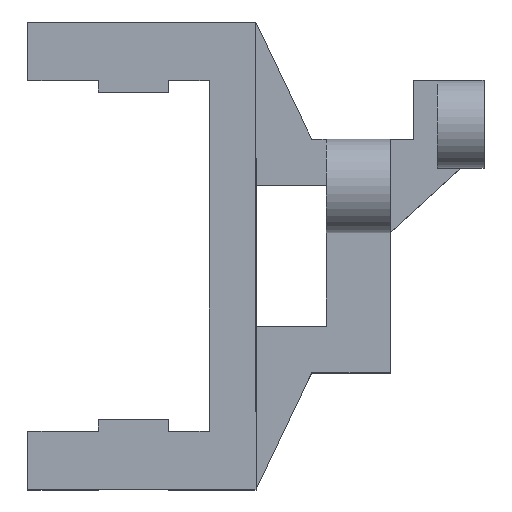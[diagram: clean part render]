
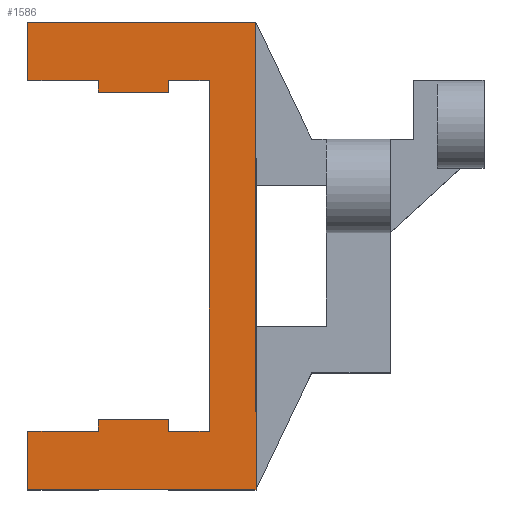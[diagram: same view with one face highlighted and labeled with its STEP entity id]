
A CAD part, top view. The second image highlights one B-rep face of the part: STEP entity #1586.
In plain terms, the highlighted planar face has unit normal (0, 0, 1).
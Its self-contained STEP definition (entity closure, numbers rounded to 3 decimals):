
#12 = ORIENTED_EDGE ( 'NONE', *, *, #629, .T. ) ;
#41 = EDGE_LOOP ( 'NONE', ( #1334, #1398, #743, #517, #1097, #1068, #1105, #1021, #358, #12, #548, #1082, #1527, #1804, #325, #879 ) ) ;
#53 = EDGE_CURVE ( 'NONE', #1375, #1221, #675, .T. ) ;
#58 = VERTEX_POINT ( 'NONE', #700 ) ;
#60 = EDGE_CURVE ( 'NONE', #872, #859, #1284, .T. ) ;
#68 = FACE_OUTER_BOUND ( 'NONE', #41, .T. ) ;
#70 = VECTOR ( 'NONE', #195, 1000. ) ;
#72 = VECTOR ( 'NONE', #408, 1000. ) ;
#78 = EDGE_CURVE ( 'NONE', #1375, #1493, #1828, .T. ) ;
#94 = DIRECTION ( 'NONE',  ( 1., 0., 0. ) ) ;
#96 = DIRECTION ( 'NONE',  ( 1., 0., 0. ) ) ;
#103 = VECTOR ( 'NONE', #529, 1000. ) ;
#111 = CARTESIAN_POINT ( 'NONE',  ( -13.5, -4., 12. ) ) ;
#131 = LINE ( 'NONE', #1127, #919 ) ;
#177 = CARTESIAN_POINT ( 'NONE',  ( -4., 25., 12. ) ) ;
#189 = DIRECTION ( 'NONE',  ( 0., 1., 0. ) ) ;
#195 = DIRECTION ( 'NONE',  ( 0., -1., 0. ) ) ;
#220 = LINE ( 'NONE', #1511, #415 ) ;
#226 = CARTESIAN_POINT ( 'NONE',  ( -19.5, 0., 12. ) ) ;
#259 = VECTOR ( 'NONE', #1138, 1000. ) ;
#263 = EDGE_CURVE ( 'NONE', #1221, #1748, #131, .T. ) ;
#286 = CARTESIAN_POINT ( 'NONE',  ( -19.5, -5., 12. ) ) ;
#313 = LINE ( 'NONE', #1182, #70 ) ;
#325 = ORIENTED_EDGE ( 'NONE', *, *, #1608, .T. ) ;
#337 = EDGE_CURVE ( 'NONE', #790, #487, #1280, .T. ) ;
#356 = DIRECTION ( 'NONE',  ( 1., 0., 0. ) ) ;
#358 = ORIENTED_EDGE ( 'NONE', *, *, #599, .T. ) ;
#373 = CARTESIAN_POINT ( 'NONE',  ( 0., 30., 12. ) ) ;
#394 = CARTESIAN_POINT ( 'NONE',  ( 0., 25., 12. ) ) ;
#397 = CARTESIAN_POINT ( 'NONE',  ( -13.5, -4., 12. ) ) ;
#408 = DIRECTION ( 'NONE',  ( 0., -1., 0. ) ) ;
#415 = VECTOR ( 'NONE', #796, 1000. ) ;
#418 = VECTOR ( 'NONE', #794, 1000. ) ;
#419 = VERTEX_POINT ( 'NONE', #1194 ) ;
#453 = DIRECTION ( 'NONE',  ( 0., -1., 0. ) ) ;
#487 = VERTEX_POINT ( 'NONE', #1494 ) ;
#499 = VERTEX_POINT ( 'NONE', #177 ) ;
#502 = VERTEX_POINT ( 'NONE', #1609 ) ;
#517 = ORIENTED_EDGE ( 'NONE', *, *, #728, .T. ) ;
#519 = CARTESIAN_POINT ( 'NONE',  ( -7.5, -4., 12. ) ) ;
#529 = DIRECTION ( 'NONE',  ( 1., 0., 0. ) ) ;
#545 = CARTESIAN_POINT ( 'NONE',  ( -13.5, 25., 12. ) ) ;
#548 = ORIENTED_EDGE ( 'NONE', *, *, #581, .F. ) ;
#549 = DIRECTION ( 'NONE',  ( 1., 0., 0. ) ) ;
#552 = VECTOR ( 'NONE', #888, 1000. ) ;
#553 = CARTESIAN_POINT ( 'NONE',  ( -19.5, 0., 12. ) ) ;
#581 = EDGE_CURVE ( 'NONE', #1493, #58, #313, .T. ) ;
#599 = EDGE_CURVE ( 'NONE', #499, #1342, #1357, .T. ) ;
#601 = EDGE_CURVE ( 'NONE', #419, #1690, #615, .T. ) ;
#615 = LINE ( 'NONE', #1030, #1222 ) ;
#629 = EDGE_CURVE ( 'NONE', #1342, #58, #1772, .T. ) ;
#640 = VERTEX_POINT ( 'NONE', #897 ) ;
#644 = DIRECTION ( 'NONE',  ( 1., 0., 0. ) ) ;
#674 = EDGE_CURVE ( 'NONE', #1690, #499, #914, .T. ) ;
#675 = LINE ( 'NONE', #397, #72 ) ;
#700 = CARTESIAN_POINT ( 'NONE',  ( -7.5, -5., 12. ) ) ;
#728 = EDGE_CURVE ( 'NONE', #487, #859, #973, .T. ) ;
#730 = VECTOR ( 'NONE', #356, 1000. ) ;
#731 = VECTOR ( 'NONE', #976, 1000. ) ;
#743 = ORIENTED_EDGE ( 'NONE', *, *, #337, .T. ) ;
#790 = VERTEX_POINT ( 'NONE', #1223 ) ;
#794 = DIRECTION ( 'NONE',  ( 0., -1., 0. ) ) ;
#796 = DIRECTION ( 'NONE',  ( -1., 0., 0. ) ) ;
#845 = CARTESIAN_POINT ( 'NONE',  ( -7.5, 25., 12. ) ) ;
#849 = CARTESIAN_POINT ( 'NONE',  ( -13.5, 24., 12. ) ) ;
#859 = VERTEX_POINT ( 'NONE', #545 ) ;
#872 = VERTEX_POINT ( 'NONE', #849 ) ;
#879 = ORIENTED_EDGE ( 'NONE', *, *, #1760, .T. ) ;
#883 = VECTOR ( 'NONE', #453, 1000. ) ;
#888 = DIRECTION ( 'NONE',  ( -1., 0., 0. ) ) ;
#897 = CARTESIAN_POINT ( 'NONE',  ( 0., -10., 12. ) ) ;
#914 = LINE ( 'NONE', #394, #1616 ) ;
#919 = VECTOR ( 'NONE', #1733, 1000. ) ;
#953 = CARTESIAN_POINT ( 'NONE',  ( 0., 25., 12. ) ) ;
#965 = VERTEX_POINT ( 'NONE', #1867 ) ;
#973 = LINE ( 'NONE', #953, #730 ) ;
#975 = DIRECTION ( 'NONE',  ( 0., 1., 0. ) ) ;
#976 = DIRECTION ( 'NONE',  ( 0., 1., 0. ) ) ;
#994 = LINE ( 'NONE', #1141, #1385 ) ;
#1020 = AXIS2_PLACEMENT_3D ( 'NONE', #1081, #1367, #644 ) ;
#1021 = ORIENTED_EDGE ( 'NONE', *, *, #674, .T. ) ;
#1030 = CARTESIAN_POINT ( 'NONE',  ( -7.5, 24., 12. ) ) ;
#1068 = ORIENTED_EDGE ( 'NONE', *, *, #1227, .F. ) ;
#1081 = CARTESIAN_POINT ( 'NONE',  ( 0., 0., 12. ) ) ;
#1082 = ORIENTED_EDGE ( 'NONE', *, *, #78, .F. ) ;
#1097 = ORIENTED_EDGE ( 'NONE', *, *, #60, .F. ) ;
#1105 = ORIENTED_EDGE ( 'NONE', *, *, #601, .T. ) ;
#1127 = CARTESIAN_POINT ( 'NONE',  ( 0., -5., 12. ) ) ;
#1136 = CARTESIAN_POINT ( 'NONE',  ( -4., -5., 12. ) ) ;
#1138 = DIRECTION ( 'NONE',  ( 0., -1., 0. ) ) ;
#1141 = CARTESIAN_POINT ( 'NONE',  ( 0., 0., 12. ) ) ;
#1182 = CARTESIAN_POINT ( 'NONE',  ( -7.5, -4., 12. ) ) ;
#1194 = CARTESIAN_POINT ( 'NONE',  ( -7.5, 24., 12. ) ) ;
#1217 = CARTESIAN_POINT ( 'NONE',  ( 0., -5., 12. ) ) ;
#1221 = VERTEX_POINT ( 'NONE', #1693 ) ;
#1222 = VECTOR ( 'NONE', #189, 1000. ) ;
#1223 = CARTESIAN_POINT ( 'NONE',  ( -19.5, 30., 12. ) ) ;
#1227 = EDGE_CURVE ( 'NONE', #419, #872, #220, .T. ) ;
#1256 = CARTESIAN_POINT ( 'NONE',  ( -13.5, 24., 12. ) ) ;
#1278 = CARTESIAN_POINT ( 'NONE',  ( 0., -10., 12. ) ) ;
#1280 = LINE ( 'NONE', #553, #259 ) ;
#1284 = LINE ( 'NONE', #1256, #731 ) ;
#1334 = ORIENTED_EDGE ( 'NONE', *, *, #1406, .T. ) ;
#1342 = VERTEX_POINT ( 'NONE', #1136 ) ;
#1357 = LINE ( 'NONE', #1789, #883 ) ;
#1367 = DIRECTION ( 'NONE',  ( 0., 0., 1. ) ) ;
#1375 = VERTEX_POINT ( 'NONE', #111 ) ;
#1376 = PLANE ( 'NONE',  #1020 ) ;
#1385 = VECTOR ( 'NONE', #975, 1000. ) ;
#1386 = LINE ( 'NONE', #226, #418 ) ;
#1398 = ORIENTED_EDGE ( 'NONE', *, *, #1483, .F. ) ;
#1406 = EDGE_CURVE ( 'NONE', #640, #965, #994, .T. ) ;
#1431 = LINE ( 'NONE', #373, #1477 ) ;
#1477 = VECTOR ( 'NONE', #96, 1000. ) ;
#1483 = EDGE_CURVE ( 'NONE', #790, #965, #1431, .T. ) ;
#1493 = VERTEX_POINT ( 'NONE', #519 ) ;
#1494 = CARTESIAN_POINT ( 'NONE',  ( -19.5, 25., 12. ) ) ;
#1511 = CARTESIAN_POINT ( 'NONE',  ( 0., 24., 12. ) ) ;
#1527 = ORIENTED_EDGE ( 'NONE', *, *, #53, .T. ) ;
#1556 = CARTESIAN_POINT ( 'NONE',  ( 0., -4., 12. ) ) ;
#1586 = ADVANCED_FACE ( 'NONE', ( #68 ), #1376, .T. ) ;
#1608 = EDGE_CURVE ( 'NONE', #1748, #502, #1386, .T. ) ;
#1609 = CARTESIAN_POINT ( 'NONE',  ( -19.5, -10., 12. ) ) ;
#1616 = VECTOR ( 'NONE', #94, 1000. ) ;
#1690 = VERTEX_POINT ( 'NONE', #845 ) ;
#1693 = CARTESIAN_POINT ( 'NONE',  ( -13.5, -5., 12. ) ) ;
#1720 = LINE ( 'NONE', #1278, #1783 ) ;
#1733 = DIRECTION ( 'NONE',  ( -1., 0., 0. ) ) ;
#1748 = VERTEX_POINT ( 'NONE', #286 ) ;
#1760 = EDGE_CURVE ( 'NONE', #502, #640, #1720, .T. ) ;
#1772 = LINE ( 'NONE', #1217, #552 ) ;
#1783 = VECTOR ( 'NONE', #549, 1000. ) ;
#1789 = CARTESIAN_POINT ( 'NONE',  ( -4., 0., 12. ) ) ;
#1804 = ORIENTED_EDGE ( 'NONE', *, *, #263, .T. ) ;
#1828 = LINE ( 'NONE', #1556, #103 ) ;
#1867 = CARTESIAN_POINT ( 'NONE',  ( 0., 30., 12. ) ) ;
